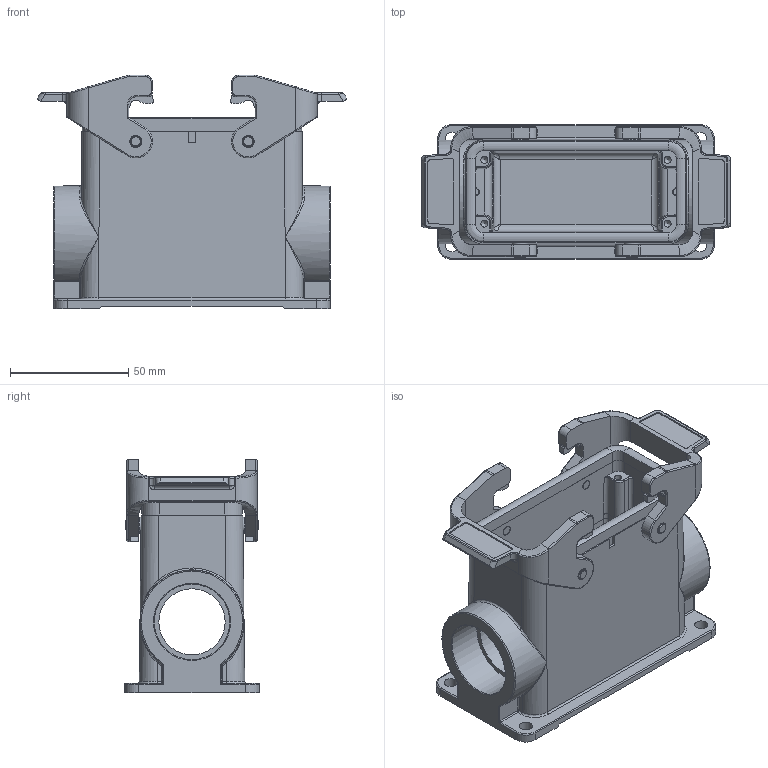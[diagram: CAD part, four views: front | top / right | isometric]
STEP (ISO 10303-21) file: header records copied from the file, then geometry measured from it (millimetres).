
FILE_DESCRIPTION(/* description */ (''),/* implementation_level */ '2;1');
FILE_NAME(/* name */ '100094903ugm000_d.stp',/* time_stamp */ '2017-11-06T08:57:06+01:00',/* author */ (''),/* organization */ (''),/* preprocessor_version */ 'ST-DEVELOPER v16',/* originating_system */ 'SIEMENS PLM Software NX 10.0',/* authorisation */ '');
FILE_SCHEMA (('AUTOMOTIVE_DESIGN { 1 0 10303 214 3 1 1 1 }'));
Length unit declared in the file: millimetre
Products named in the file (1): 100094903ugm000_d
Bounding box: 130.9 x 57 x 98.8 mm (x, y, z)
Volume: 158932.2 mm3; surface area: 69938.5 mm2
Topology: 3 solids, 3 shells, 624 faces, 2222 edges, 2230 vertices
Faces by surface type: cylinder 244, plane 217, bspline 113, torus 32, cone 18
Full cylindrical faces by diameter (mm): 3 x4, 4 x4, 4.8 x4, 5.1 x4, 5.6 x4, 7 x4, 28 x2, 32 x2
Entity records: 32518 total; most frequent: CARTESIAN_POINT 10006, DIRECTION 3128, ORIENTED_EDGE 3056, EDGE_CURVE 1528, PRESENTATION_STYLE_ASSIGNMENT 1236, AXIS2_PLACEMENT_3D 1080, VERTEX_POINT 997, LINE 968
